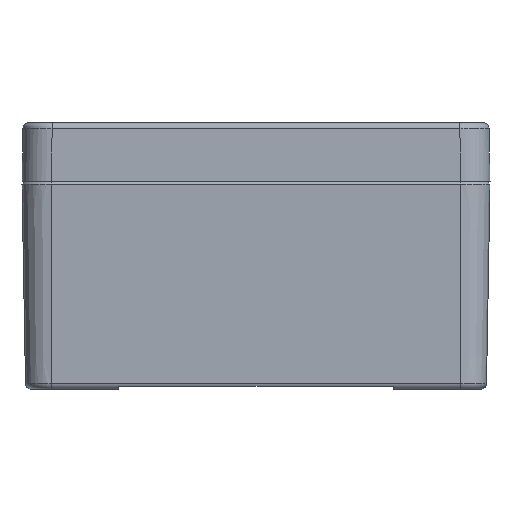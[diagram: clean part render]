
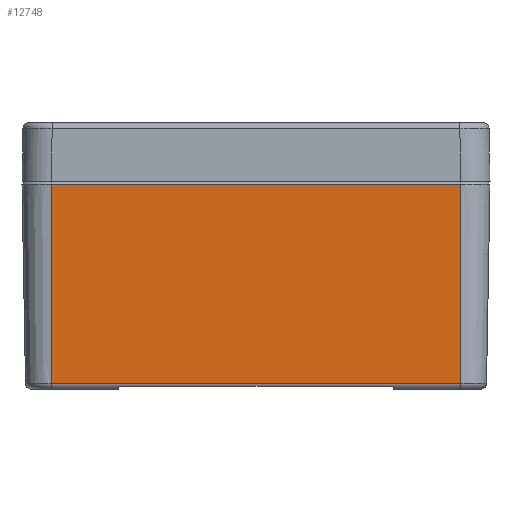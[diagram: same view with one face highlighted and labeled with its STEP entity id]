
A CAD part, left-side view. The second image highlights one B-rep face of the part: STEP entity #12748.
In plain terms, the highlighted planar face has unit normal (-1, 0, -0.018).
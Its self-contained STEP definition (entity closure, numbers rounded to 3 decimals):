
#12728=AXIS2_PLACEMENT_3D('Plane Axis2P3D',#12725,#12726,#12727) ;
#12152=CARTESIAN_POINT('Vertex',(0.,150.,70.)) ;
#12183=CARTESIAN_POINT('Vertex',(0.,10.,70.)) ;
#12186=CARTESIAN_POINT('Line Origine',(0.,80.,70.)) ;
#12699=CARTESIAN_POINT('Line Origine',(0.611,150.,35.)) ;
#12703=CARTESIAN_POINT('Vertex',(1.188,150.,1.965)) ;
#12725=CARTESIAN_POINT('Axis2P3D Location',(0.,80.,70.)) ;
#12730=CARTESIAN_POINT('Line Origine',(1.188,80.,1.965)) ;
#12734=CARTESIAN_POINT('Vertex',(1.188,10.,1.965)) ;
#12737=CARTESIAN_POINT('Line Origine',(0.611,10.,35.)) ;
#12187=DIRECTION('Vector Direction',(0.,-1.,0.)) ;
#12700=DIRECTION('Vector Direction',(-0.017,0.,1.)) ;
#12726=DIRECTION('Axis2P3D Direction',(1.,-0.,0.017)) ;
#12727=DIRECTION('Axis2P3D XDirection',(0.,1.,0.)) ;
#12731=DIRECTION('Vector Direction',(0.,1.,0.)) ;
#12738=DIRECTION('Vector Direction',(-0.017,0.,1.)) ;
#12188=VECTOR('Line Direction',#12187,1.) ;
#12701=VECTOR('Line Direction',#12700,1.) ;
#12732=VECTOR('Line Direction',#12731,1.) ;
#12739=VECTOR('Line Direction',#12738,1.) ;
#12743=ORIENTED_EDGE('',*,*,#12736,.F.) ;
#12744=ORIENTED_EDGE('',*,*,#12741,.F.) ;
#12745=ORIENTED_EDGE('',*,*,#12190,.F.) ;
#12746=ORIENTED_EDGE('',*,*,#12705,.T.) ;
#12748=ADVANCED_FACE('40633_K61_Unterteil.1\\Hauptk\X2\00F6\X0\rper',(#12747),#12729,.F.) ;
#12190=EDGE_CURVE('',#12153,#12184,#12189,.T.) ;
#12705=EDGE_CURVE('',#12153,#12704,#12702,.F.) ;
#12736=EDGE_CURVE('',#12735,#12704,#12733,.T.) ;
#12741=EDGE_CURVE('',#12184,#12735,#12740,.F.) ;
#12742=EDGE_LOOP('',(#12743,#12744,#12745,#12746)) ;
#12747=FACE_OUTER_BOUND('',#12742,.T.) ;
#12189=LINE('Line',#12186,#12188) ;
#12702=LINE('Line',#12699,#12701) ;
#12733=LINE('Line',#12730,#12732) ;
#12740=LINE('Line',#12737,#12739) ;
#12729=PLANE('',#12728) ;
#12153=VERTEX_POINT('',#12152) ;
#12184=VERTEX_POINT('',#12183) ;
#12704=VERTEX_POINT('',#12703) ;
#12735=VERTEX_POINT('',#12734) ;
